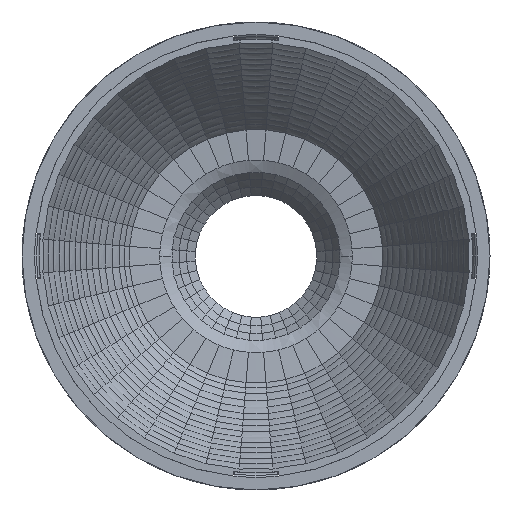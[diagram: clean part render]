
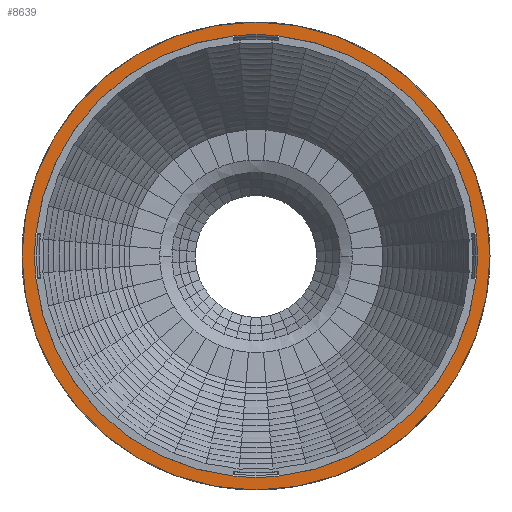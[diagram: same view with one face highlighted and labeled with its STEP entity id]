
A CAD part, top view. The second image highlights one B-rep face of the part: STEP entity #8639.
In plain terms, the highlighted planar face has unit normal (0, 0, 1).
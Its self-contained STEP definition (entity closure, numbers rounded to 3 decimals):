
#396 = DIRECTION ( 'NONE',  ( 0., 1., 0. ) ) ;
#907 = DIRECTION ( 'NONE',  ( 1., 0., 0. ) ) ;
#1249 = VERTEX_POINT ( 'NONE', #23394 ) ;
#1461 = DIRECTION ( 'NONE',  ( 0., 1., 0. ) ) ;
#1746 = AXIS2_PLACEMENT_3D ( 'NONE', #42523, #13513, #47386 ) ;
#1918 = CARTESIAN_POINT ( 'NONE',  ( 20.8, 0., 20.15 ) ) ;
#2254 = CARTESIAN_POINT ( 'NONE',  ( 0., 0., 20.15 ) ) ;
#3003 = CARTESIAN_POINT ( 'NONE',  ( 0., 0., 20.15 ) ) ;
#3020 = VERTEX_POINT ( 'NONE', #44902 ) ;
#3160 = DIRECTION ( 'NONE',  ( -1., 0., 0. ) ) ;
#4635 = AXIS2_PLACEMENT_3D ( 'NONE', #59103, #30082, #907 ) ;
#7183 = DIRECTION ( 'NONE',  ( 0., -1., 0. ) ) ;
#7234 = CIRCLE ( 'NONE', #21463, 20.8 ) ;
#7273 = ORIENTED_EDGE ( 'NONE', *, *, #45241, .T. ) ;
#7287 = VERTEX_POINT ( 'NONE', #38828 ) ;
#7928 = DIRECTION ( 'NONE',  ( 1., 0., 0. ) ) ;
#8460 = DIRECTION ( 'NONE',  ( 0., 0., -1. ) ) ;
#8639 = ADVANCED_FACE ( 'NONE', ( #39228, #11966 ), #59826, .T. ) ;
#8736 = ORIENTED_EDGE ( 'NONE', *, *, #40257, .F. ) ;
#8853 = VERTEX_POINT ( 'NONE', #48318 ) ;
#10737 = AXIS2_PLACEMENT_3D ( 'NONE', #24613, #58506, #29473 ) ;
#11079 = ORIENTED_EDGE ( 'NONE', *, *, #42297, .F. ) ;
#11524 = CARTESIAN_POINT ( 'NONE',  ( 20.695, -2.084, 20.15 ) ) ;
#11617 = CIRCLE ( 'NONE', #10737, 22. ) ;
#11966 = FACE_OUTER_BOUND ( 'NONE', #36275, .T. ) ;
#12133 = VERTEX_POINT ( 'NONE', #42079 ) ;
#13513 = DIRECTION ( 'NONE',  ( 0., 0., 1. ) ) ;
#14758 = CARTESIAN_POINT ( 'NONE',  ( 0., 0., 20.15 ) ) ;
#15338 = CIRCLE ( 'NONE', #46505, 20.8 ) ;
#15592 = VERTEX_POINT ( 'NONE', #40764 ) ;
#16133 = CIRCLE ( 'NONE', #31685, 20.8 ) ;
#16146 = CIRCLE ( 'NONE', #4635, 20.8 ) ;
#16488 = EDGE_CURVE ( 'NONE', #35352, #7287, #48242, .T. ) ;
#16887 = CIRCLE ( 'NONE', #29055, 20.8 ) ;
#17687 = CARTESIAN_POINT ( 'NONE',  ( 0., 0., 20.15 ) ) ;
#18605 = EDGE_CURVE ( 'NONE', #40221, #29561, #7234, .T. ) ;
#18834 = CARTESIAN_POINT ( 'NONE',  ( 2.084, -20.695, 20.15 ) ) ;
#19622 = DIRECTION ( 'NONE',  ( -1., 0., 0. ) ) ;
#20794 = CIRCLE ( 'NONE', #33510, 20.8 ) ;
#20892 = CARTESIAN_POINT ( 'NONE',  ( 0., 0., 20.15 ) ) ;
#21463 = AXIS2_PLACEMENT_3D ( 'NONE', #37526, #8460, #42396 ) ;
#21542 = CARTESIAN_POINT ( 'NONE',  ( 0., 0., 20.15 ) ) ;
#22557 = DIRECTION ( 'NONE',  ( 0., -1., 0. ) ) ;
#22611 = EDGE_CURVE ( 'NONE', #31756, #15592, #48912, .T. ) ;
#23258 = ORIENTED_EDGE ( 'NONE', *, *, #32357, .T. ) ;
#23394 = CARTESIAN_POINT ( 'NONE',  ( -22., 0., 20.15 ) ) ;
#23451 = EDGE_LOOP ( 'NONE', ( #27058, #54994, #56512, #48169, #51223, #41379, #8736, #26256, #56563, #11079, #52777, #7273 ) ) ;
#23772 = AXIS2_PLACEMENT_3D ( 'NONE', #17687, #51560, #22557 ) ;
#23862 = AXIS2_PLACEMENT_3D ( 'NONE', #3003, #37010, #7928 ) ;
#24458 = CIRCLE ( 'NONE', #59128, 20.8 ) ;
#24613 = CARTESIAN_POINT ( 'NONE',  ( 0., 0., 20.15 ) ) ;
#24750 = DIRECTION ( 'NONE',  ( 0., 0., 1. ) ) ;
#25778 = DIRECTION ( 'NONE',  ( 1., 0., 0. ) ) ;
#26256 = ORIENTED_EDGE ( 'NONE', *, *, #22611, .T. ) ;
#26416 = DIRECTION ( 'NONE',  ( 1., 0., 0. ) ) ;
#27058 = ORIENTED_EDGE ( 'NONE', *, *, #35427, .F. ) ;
#27454 = EDGE_CURVE ( 'NONE', #12133, #54986, #20794, .T. ) ;
#27835 = ORIENTED_EDGE ( 'NONE', *, *, #43948, .T. ) ;
#29055 = AXIS2_PLACEMENT_3D ( 'NONE', #2254, #36261, #7183 ) ;
#29473 = DIRECTION ( 'NONE',  ( 1., 0., 0. ) ) ;
#29561 = VERTEX_POINT ( 'NONE', #35346 ) ;
#29577 = DIRECTION ( 'NONE',  ( 0., 0., -1. ) ) ;
#30082 = DIRECTION ( 'NONE',  ( 0., 0., 1. ) ) ;
#30606 = CIRCLE ( 'NONE', #34043, 20.8 ) ;
#30625 = DIRECTION ( 'NONE',  ( 0., 0., -1. ) ) ;
#31130 = CARTESIAN_POINT ( 'NONE',  ( 2.084, 20.695, 20.15 ) ) ;
#31685 = AXIS2_PLACEMENT_3D ( 'NONE', #53742, #24750, #58642 ) ;
#31756 = VERTEX_POINT ( 'NONE', #39125 ) ;
#31831 = VERTEX_POINT ( 'NONE', #44220 ) ;
#31970 = AXIS2_PLACEMENT_3D ( 'NONE', #58605, #29577, #396 ) ;
#32312 = DIRECTION ( 'NONE',  ( 0., 0., -1. ) ) ;
#32357 = EDGE_CURVE ( 'NONE', #31831, #1249, #11617, .T. ) ;
#33510 = AXIS2_PLACEMENT_3D ( 'NONE', #61321, #32312, #3160 ) ;
#34043 = AXIS2_PLACEMENT_3D ( 'NONE', #21542, #55428, #26416 ) ;
#34161 = VERTEX_POINT ( 'NONE', #31130 ) ;
#35346 = CARTESIAN_POINT ( 'NONE',  ( -20.8, 0., 20.15 ) ) ;
#35352 = VERTEX_POINT ( 'NONE', #18834 ) ;
#35427 = EDGE_CURVE ( 'NONE', #35352, #61261, #16133, .T. ) ;
#35662 = CARTESIAN_POINT ( 'NONE',  ( 0., 0., 20.15 ) ) ;
#36261 = DIRECTION ( 'NONE',  ( 0., 0., -1. ) ) ;
#36275 = EDGE_LOOP ( 'NONE', ( #23258, #27835 ) ) ;
#37010 = DIRECTION ( 'NONE',  ( 0., 0., 1. ) ) ;
#37124 = EDGE_CURVE ( 'NONE', #40221, #3020, #30606, .T. ) ;
#37526 = CARTESIAN_POINT ( 'NONE',  ( 0., 0., 20.15 ) ) ;
#38828 = CARTESIAN_POINT ( 'NONE',  ( 0., -20.8, 20.15 ) ) ;
#39125 = CARTESIAN_POINT ( 'NONE',  ( -2.084, 20.695, 20.15 ) ) ;
#39228 = FACE_BOUND ( 'NONE', #23451, .T. ) ;
#40166 = AXIS2_PLACEMENT_3D ( 'NONE', #59648, #30625, #1461 ) ;
#40174 = AXIS2_PLACEMENT_3D ( 'NONE', #35662, #54948, #40535 ) ;
#40221 = VERTEX_POINT ( 'NONE', #54374 ) ;
#40257 = EDGE_CURVE ( 'NONE', #31756, #8853, #55592, .T. ) ;
#40377 = CIRCLE ( 'NONE', #31970, 20.8 ) ;
#40535 = DIRECTION ( 'NONE',  ( 1., 0., 0. ) ) ;
#40764 = CARTESIAN_POINT ( 'NONE',  ( 0., 20.8, 20.15 ) ) ;
#41379 = ORIENTED_EDGE ( 'NONE', *, *, #42751, .T. ) ;
#42079 = CARTESIAN_POINT ( 'NONE',  ( 20.695, 2.084, 20.15 ) ) ;
#42297 = EDGE_CURVE ( 'NONE', #12133, #34161, #16146, .T. ) ;
#42396 = DIRECTION ( 'NONE',  ( 1., 0., 0. ) ) ;
#42523 = CARTESIAN_POINT ( 'NONE',  ( 0., 0., 20.15 ) ) ;
#42580 = EDGE_CURVE ( 'NONE', #7287, #3020, #40377, .T. ) ;
#42751 = EDGE_CURVE ( 'NONE', #29561, #8853, #24458, .T. ) ;
#43948 = EDGE_CURVE ( 'NONE', #1249, #31831, #58559, .T. ) ;
#44220 = CARTESIAN_POINT ( 'NONE',  ( 22., 0., 20.15 ) ) ;
#44696 = EDGE_CURVE ( 'NONE', #15592, #34161, #16887, .T. ) ;
#44902 = CARTESIAN_POINT ( 'NONE',  ( -2.084, -20.695, 20.15 ) ) ;
#45241 = EDGE_CURVE ( 'NONE', #54986, #61261, #15338, .T. ) ;
#46505 = AXIS2_PLACEMENT_3D ( 'NONE', #14758, #48645, #19622 ) ;
#47386 = DIRECTION ( 'NONE',  ( 1., 0., 0. ) ) ;
#48169 = ORIENTED_EDGE ( 'NONE', *, *, #37124, .F. ) ;
#48242 = CIRCLE ( 'NONE', #40166, 20.8 ) ;
#48318 = CARTESIAN_POINT ( 'NONE',  ( -20.695, 2.084, 20.15 ) ) ;
#48645 = DIRECTION ( 'NONE',  ( 0., 0., -1. ) ) ;
#48912 = CIRCLE ( 'NONE', #23772, 20.8 ) ;
#51223 = ORIENTED_EDGE ( 'NONE', *, *, #18605, .T. ) ;
#51560 = DIRECTION ( 'NONE',  ( 0., 0., -1. ) ) ;
#52777 = ORIENTED_EDGE ( 'NONE', *, *, #27454, .T. ) ;
#53742 = CARTESIAN_POINT ( 'NONE',  ( 0., 0., 20.15 ) ) ;
#54374 = CARTESIAN_POINT ( 'NONE',  ( -20.695, -2.084, 20.15 ) ) ;
#54782 = DIRECTION ( 'NONE',  ( 0., 0., -1. ) ) ;
#54948 = DIRECTION ( 'NONE',  ( 0., 0., 1. ) ) ;
#54986 = VERTEX_POINT ( 'NONE', #1918 ) ;
#54994 = ORIENTED_EDGE ( 'NONE', *, *, #16488, .T. ) ;
#55428 = DIRECTION ( 'NONE',  ( 0., 0., 1. ) ) ;
#55592 = CIRCLE ( 'NONE', #23862, 20.8 ) ;
#56512 = ORIENTED_EDGE ( 'NONE', *, *, #42580, .T. ) ;
#56563 = ORIENTED_EDGE ( 'NONE', *, *, #44696, .T. ) ;
#58506 = DIRECTION ( 'NONE',  ( 0., 0., 1. ) ) ;
#58559 = CIRCLE ( 'NONE', #1746, 22. ) ;
#58605 = CARTESIAN_POINT ( 'NONE',  ( 0., 0., 20.15 ) ) ;
#58642 = DIRECTION ( 'NONE',  ( 1., 0., 0. ) ) ;
#59103 = CARTESIAN_POINT ( 'NONE',  ( 0., 0., 20.15 ) ) ;
#59128 = AXIS2_PLACEMENT_3D ( 'NONE', #20892, #54782, #25778 ) ;
#59648 = CARTESIAN_POINT ( 'NONE',  ( 0., 0., 20.15 ) ) ;
#59826 = PLANE ( 'NONE',  #40174 ) ;
#61261 = VERTEX_POINT ( 'NONE', #11524 ) ;
#61321 = CARTESIAN_POINT ( 'NONE',  ( 0., 0., 20.15 ) ) ;
